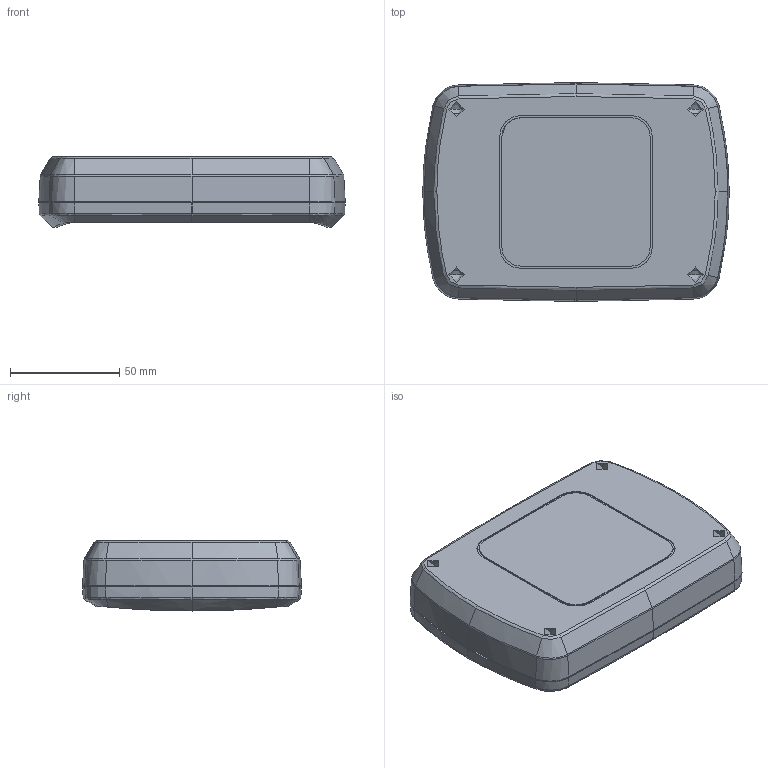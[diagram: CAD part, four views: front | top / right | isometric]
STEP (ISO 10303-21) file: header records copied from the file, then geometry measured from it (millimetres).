
FILE_DESCRIPTION (( 'STEP AP214' ), '1' );
FILE_NAME ('PL2943組合件.STEP', '2012-08-09T01:29:34', ( 'NEF User' ), ( 'NEF User' ), 'SwSTEP 2.0', 'SolidWorks 2012', '' );
FILE_SCHEMA (( 'AUTOMOTIVE_DESIGN' ));
Length unit declared in the file: millimetre
Products named in the file (3): PL2943-COVER; PL2943-BASE; PL2943組合件
Assembly tree (2 placements, depth 2):
  PL2943組合件
    PL2943-BASE
    PL2943-COVER
Bounding box: 140 x 100 x 32 mm (x, y, z)
Volume: 96412.7 mm3; surface area: 86195.7 mm2
Topology: 2 solids, 2 shells, 667 faces, 1721 edges, 1104 vertices
Faces by surface type: bspline 497, plane 162, cylinder 8
Entity records: 36932 total; most frequent: CARTESIAN_POINT 18321, ORIENTED_EDGE 3442, EDGE_CURVE 1721, VERTEX_POINT 1104, DIRECTION 871, EDGE_LOOP 721, FACE_OUTER_BOUND 667, ADVANCED_FACE 667
